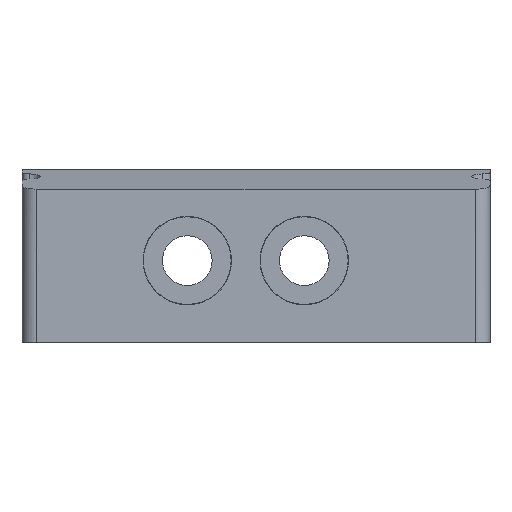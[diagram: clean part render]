
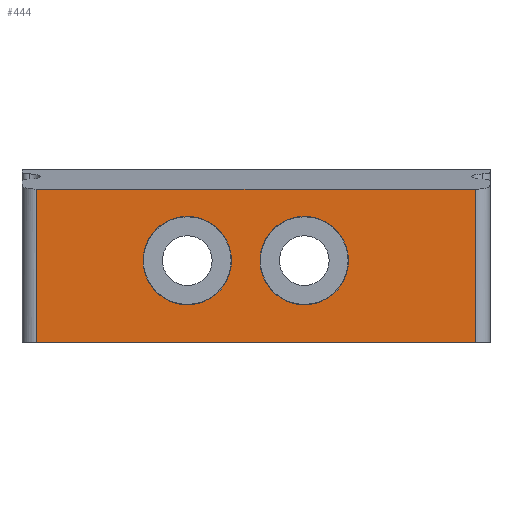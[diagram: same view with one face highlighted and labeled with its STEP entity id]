
A CAD part, left-side view. The second image highlights one B-rep face of the part: STEP entity #444.
In plain terms, the highlighted planar face has unit normal (-1, 0, 0).
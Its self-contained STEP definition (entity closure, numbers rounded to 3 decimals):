
#8 = DIRECTION ( 'NONE',  ( 0., 0., -1. ) ) ;
#16 = CARTESIAN_POINT ( 'NONE',  ( 360.621, 137.062, -40.05 ) ) ;
#22 = DIRECTION ( 'NONE',  ( -1., 0., 0. ) ) ;
#35 = CIRCLE ( 'NONE', #853, 3.025 ) ;
#46 = EDGE_CURVE ( 'NONE', #71, #609, #547, .T. ) ;
#71 = VERTEX_POINT ( 'NONE', #1065 ) ;
#125 = CARTESIAN_POINT ( 'NONE',  ( 360.621, 118.762, -31.425 ) ) ;
#142 = CARTESIAN_POINT ( 'NONE',  ( 360.621, 137.062, -29.562 ) ) ;
#150 = EDGE_CURVE ( 'NONE', #71, #186, #265, .T. ) ;
#168 = EDGE_CURVE ( 'NONE', #1099, #652, #366, .T. ) ;
#176 = CARTESIAN_POINT ( 'NONE',  ( 360.621, 0., -40.05 ) ) ;
#186 = VERTEX_POINT ( 'NONE', #16 ) ;
#198 = EDGE_CURVE ( 'NONE', #609, #734, #388, .T. ) ;
#205 = EDGE_CURVE ( 'NONE', #584, #1121, #595, .T. ) ;
#220 = ORIENTED_EDGE ( 'NONE', *, *, #168, .F. ) ;
#226 = DIRECTION ( 'NONE',  ( 0., 0., 1. ) ) ;
#245 = DIRECTION ( 'NONE',  ( -1., 0., 0. ) ) ;
#252 = DIRECTION ( 'NONE',  ( -1., 0., 0. ) ) ;
#265 = LINE ( 'NONE', #176, #535 ) ;
#276 = EDGE_LOOP ( 'NONE', ( #973, #220 ) ) ;
#294 = EDGE_LOOP ( 'NONE', ( #298, #316, #301, #436 ) ) ;
#298 = ORIENTED_EDGE ( 'NONE', *, *, #150, .F. ) ;
#301 = ORIENTED_EDGE ( 'NONE', *, *, #198, .T. ) ;
#316 = ORIENTED_EDGE ( 'NONE', *, *, #46, .T. ) ;
#333 = VECTOR ( 'NONE', #765, 1000. ) ;
#343 = EDGE_CURVE ( 'NONE', #652, #1099, #35, .T. ) ;
#366 = CIRCLE ( 'NONE', #686, 3.025 ) ;
#368 = CIRCLE ( 'NONE', #1072, 3.025 ) ;
#369 = FACE_BOUND ( 'NONE', #796, .T. ) ;
#388 = LINE ( 'NONE', #670, #333 ) ;
#436 = ORIENTED_EDGE ( 'NONE', *, *, #598, .T. ) ;
#444 = ADVANCED_FACE ( 'NONE', ( #1123, #369, #1165 ), #818, .T. ) ;
#464 = CARTESIAN_POINT ( 'NONE',  ( 360.621, 118.762, -34.45 ) ) ;
#535 = VECTOR ( 'NONE', #623, 1000. ) ;
#547 = LINE ( 'NONE', #824, #872 ) ;
#553 = VECTOR ( 'NONE', #8, 1000. ) ;
#566 = CARTESIAN_POINT ( 'NONE',  ( 360.621, 137.062, -40.05 ) ) ;
#584 = VERTEX_POINT ( 'NONE', #837 ) ;
#595 = CIRCLE ( 'NONE', #982, 3.025 ) ;
#596 = CARTESIAN_POINT ( 'NONE',  ( 360.621, 126.762, -34.45 ) ) ;
#598 = EDGE_CURVE ( 'NONE', #734, #186, #669, .T. ) ;
#609 = VERTEX_POINT ( 'NONE', #1106 ) ;
#623 = DIRECTION ( 'NONE',  ( 0., 1., 0. ) ) ;
#652 = VERTEX_POINT ( 'NONE', #125 ) ;
#662 = CARTESIAN_POINT ( 'NONE',  ( 360.621, 126.762, -34.45 ) ) ;
#669 = LINE ( 'NONE', #566, #553 ) ;
#670 = CARTESIAN_POINT ( 'NONE',  ( 360.621, 72.149, -29.562 ) ) ;
#683 = DIRECTION ( 'NONE',  ( 0., 0., 1. ) ) ;
#686 = AXIS2_PLACEMENT_3D ( 'NONE', #464, #1067, #819 ) ;
#698 = CARTESIAN_POINT ( 'NONE',  ( 360.621, 118.762, -34.45 ) ) ;
#712 = DIRECTION ( 'NONE',  ( -1., 0., 0. ) ) ;
#733 = DIRECTION ( 'NONE',  ( 0., 0., 1. ) ) ;
#734 = VERTEX_POINT ( 'NONE', #142 ) ;
#765 = DIRECTION ( 'NONE',  ( 0., 1., 0. ) ) ;
#796 = EDGE_LOOP ( 'NONE', ( #823, #1051 ) ) ;
#804 = CARTESIAN_POINT ( 'NONE',  ( 360.621, 72.149, -40.05 ) ) ;
#818 = PLANE ( 'NONE',  #968 ) ;
#819 = DIRECTION ( 'NONE',  ( 0., 0., 1. ) ) ;
#823 = ORIENTED_EDGE ( 'NONE', *, *, #836, .F. ) ;
#824 = CARTESIAN_POINT ( 'NONE',  ( 360.621, 107.062, -29.562 ) ) ;
#836 = EDGE_CURVE ( 'NONE', #1121, #584, #368, .T. ) ;
#837 = CARTESIAN_POINT ( 'NONE',  ( 360.621, 126.762, -37.475 ) ) ;
#853 = AXIS2_PLACEMENT_3D ( 'NONE', #698, #252, #683 ) ;
#872 = VECTOR ( 'NONE', #733, 1000. ) ;
#968 = AXIS2_PLACEMENT_3D ( 'NONE', #804, #712, #1066 ) ;
#973 = ORIENTED_EDGE ( 'NONE', *, *, #343, .F. ) ;
#981 = CARTESIAN_POINT ( 'NONE',  ( 360.621, 126.762, -31.425 ) ) ;
#982 = AXIS2_PLACEMENT_3D ( 'NONE', #662, #22, #226 ) ;
#1051 = ORIENTED_EDGE ( 'NONE', *, *, #205, .F. ) ;
#1061 = CARTESIAN_POINT ( 'NONE',  ( 360.621, 118.762, -37.475 ) ) ;
#1065 = CARTESIAN_POINT ( 'NONE',  ( 360.621, 107.062, -40.05 ) ) ;
#1066 = DIRECTION ( 'NONE',  ( 0., -1., 0. ) ) ;
#1067 = DIRECTION ( 'NONE',  ( -1., 0., 0. ) ) ;
#1072 = AXIS2_PLACEMENT_3D ( 'NONE', #596, #245, #1122 ) ;
#1099 = VERTEX_POINT ( 'NONE', #1061 ) ;
#1106 = CARTESIAN_POINT ( 'NONE',  ( 360.621, 107.062, -29.562 ) ) ;
#1121 = VERTEX_POINT ( 'NONE', #981 ) ;
#1122 = DIRECTION ( 'NONE',  ( 0., 0., 1. ) ) ;
#1123 = FACE_BOUND ( 'NONE', #276, .T. ) ;
#1165 = FACE_OUTER_BOUND ( 'NONE', #294, .T. ) ;
